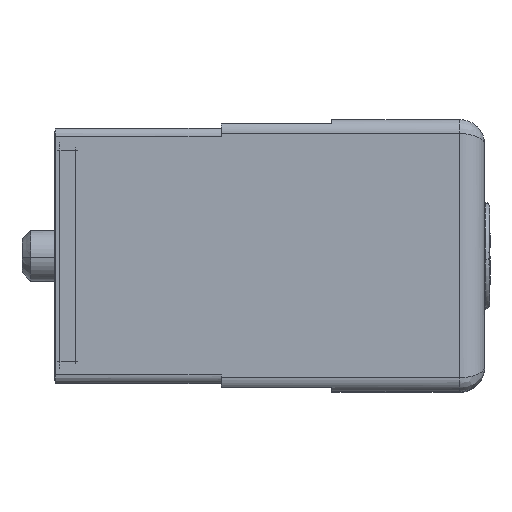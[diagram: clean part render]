
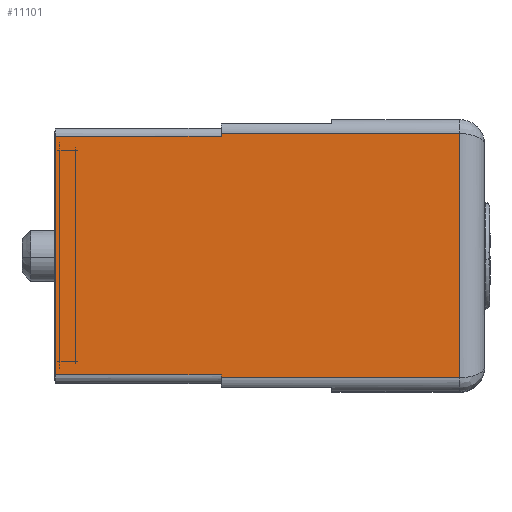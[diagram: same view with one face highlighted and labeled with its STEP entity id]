
A CAD part, top view. The second image highlights one B-rep face of the part: STEP entity #11101.
In plain terms, the highlighted planar face has unit normal (0, 0, 1).
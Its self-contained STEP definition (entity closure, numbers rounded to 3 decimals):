
#11049=AXIS2_PLACEMENT_3D('Plane Axis2P3D',#11046,#11047,#11048) ;
#10572=CARTESIAN_POINT('Vertex',(1.971,1.,263.563)) ;
#10575=CARTESIAN_POINT('Line Origine',(1.971,8.,263.563)) ;
#10579=CARTESIAN_POINT('Vertex',(1.971,15.,263.563)) ;
#11030=CARTESIAN_POINT('Vertex',(11.7,1.,263.563)) ;
#11033=CARTESIAN_POINT('Line Origine',(11.7,1.,263.563)) ;
#11046=CARTESIAN_POINT('Axis2P3D Location',(11.7,15.5,263.563)) ;
#11051=CARTESIAN_POINT('Line Origine',(11.7,0.915,263.563)) ;
#11055=CARTESIAN_POINT('Vertex',(11.7,0.83,263.563)) ;
#11058=CARTESIAN_POINT('Line Origine',(18.7,0.83,263.563)) ;
#11062=CARTESIAN_POINT('Vertex',(25.7,0.83,263.563)) ;
#11065=CARTESIAN_POINT('Line Origine',(25.7,8.,263.563)) ;
#11069=CARTESIAN_POINT('Vertex',(25.7,15.17,263.563)) ;
#11072=CARTESIAN_POINT('Line Origine',(18.7,15.17,263.563)) ;
#11076=CARTESIAN_POINT('Vertex',(11.7,15.17,263.563)) ;
#11079=CARTESIAN_POINT('Line Origine',(11.7,15.085,263.563)) ;
#11083=CARTESIAN_POINT('Vertex',(11.7,15.,263.563)) ;
#11086=CARTESIAN_POINT('Line Origine',(6.835,15.,263.563)) ;
#10576=DIRECTION('Vector Direction',(0.,1.,0.)) ;
#11034=DIRECTION('Vector Direction',(1.,0.,0.)) ;
#11047=DIRECTION('Axis2P3D Direction',(0.,0.,-1.)) ;
#11048=DIRECTION('Axis2P3D XDirection',(0.344,-0.939,0.)) ;
#11052=DIRECTION('Vector Direction',(0.,1.,0.)) ;
#11059=DIRECTION('Vector Direction',(-1.,0.,0.)) ;
#11066=DIRECTION('Vector Direction',(0.,1.,0.)) ;
#11073=DIRECTION('Vector Direction',(-1.,0.,0.)) ;
#11080=DIRECTION('Vector Direction',(0.,1.,0.)) ;
#11087=DIRECTION('Vector Direction',(-1.,0.,0.)) ;
#10577=VECTOR('Line Direction',#10576,1.) ;
#11035=VECTOR('Line Direction',#11034,1.) ;
#11053=VECTOR('Line Direction',#11052,1.) ;
#11060=VECTOR('Line Direction',#11059,1.) ;
#11067=VECTOR('Line Direction',#11066,1.) ;
#11074=VECTOR('Line Direction',#11073,1.) ;
#11081=VECTOR('Line Direction',#11080,1.) ;
#11088=VECTOR('Line Direction',#11087,1.) ;
#11092=ORIENTED_EDGE('',*,*,#10581,.T.) ;
#11093=ORIENTED_EDGE('',*,*,#11037,.F.) ;
#11094=ORIENTED_EDGE('',*,*,#11057,.F.) ;
#11095=ORIENTED_EDGE('',*,*,#11064,.F.) ;
#11096=ORIENTED_EDGE('',*,*,#11071,.F.) ;
#11097=ORIENTED_EDGE('',*,*,#11078,.F.) ;
#11098=ORIENTED_EDGE('',*,*,#11085,.T.) ;
#11099=ORIENTED_EDGE('',*,*,#11090,.F.) ;
#11101=ADVANCED_FACE('Hauptkoerper',(#11100),#11050,.F.) ;
#10581=EDGE_CURVE('',#10580,#10573,#10578,.F.) ;
#11037=EDGE_CURVE('',#11031,#10573,#11036,.F.) ;
#11057=EDGE_CURVE('',#11056,#11031,#11054,.T.) ;
#11064=EDGE_CURVE('',#11063,#11056,#11061,.T.) ;
#11071=EDGE_CURVE('',#11070,#11063,#11068,.F.) ;
#11078=EDGE_CURVE('',#11077,#11070,#11075,.F.) ;
#11085=EDGE_CURVE('',#11077,#11084,#11082,.F.) ;
#11090=EDGE_CURVE('',#10580,#11084,#11089,.F.) ;
#11091=EDGE_LOOP('',(#11092,#11093,#11094,#11095,#11096,#11097,#11098,#11099)) ;
#11100=FACE_OUTER_BOUND('',#11091,.T.) ;
#10578=LINE('Line',#10575,#10577) ;
#11036=LINE('Line',#11033,#11035) ;
#11054=LINE('Line',#11051,#11053) ;
#11061=LINE('Line',#11058,#11060) ;
#11068=LINE('Line',#11065,#11067) ;
#11075=LINE('Line',#11072,#11074) ;
#11082=LINE('Line',#11079,#11081) ;
#11089=LINE('Line',#11086,#11088) ;
#11050=PLANE('',#11049) ;
#10573=VERTEX_POINT('',#10572) ;
#10580=VERTEX_POINT('',#10579) ;
#11031=VERTEX_POINT('',#11030) ;
#11056=VERTEX_POINT('',#11055) ;
#11063=VERTEX_POINT('',#11062) ;
#11070=VERTEX_POINT('',#11069) ;
#11077=VERTEX_POINT('',#11076) ;
#11084=VERTEX_POINT('',#11083) ;
